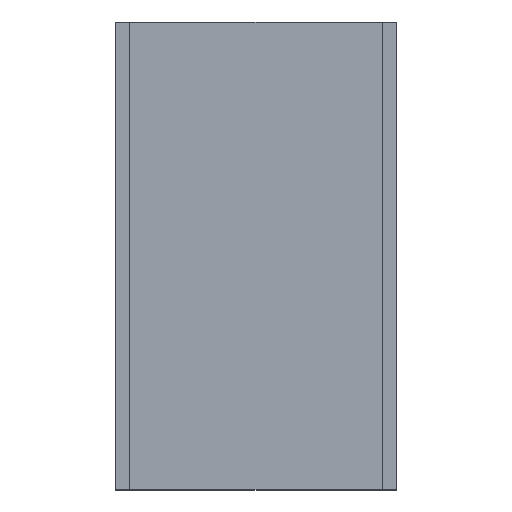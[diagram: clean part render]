
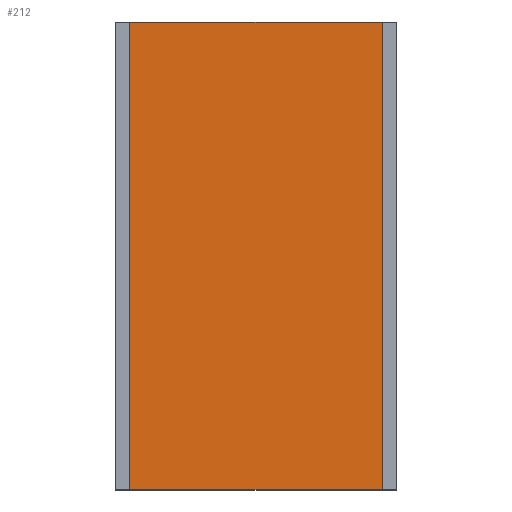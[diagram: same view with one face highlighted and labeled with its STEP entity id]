
A CAD part, top view. The second image highlights one B-rep face of the part: STEP entity #212.
In plain terms, the highlighted planar face has unit normal (0, 0, 1).
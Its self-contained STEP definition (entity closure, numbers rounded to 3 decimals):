
#40=FACE_OUTER_BOUND('',#52,.T.);
#52=EDGE_LOOP('',(#164,#165,#166,#167));
#62=LINE('',#353,#86);
#65=LINE('',#359,#89);
#68=LINE('',#365,#92);
#71=LINE('',#369,#95);
#86=VECTOR('',#290,10.);
#89=VECTOR('',#295,10.);
#92=VECTOR('',#300,10.);
#95=VECTOR('',#305,10.);
#110=VERTEX_POINT('',#350);
#111=VERTEX_POINT('',#352);
#113=VERTEX_POINT('',#358);
#115=VERTEX_POINT('',#364);
#126=EDGE_CURVE('',#111,#110,#62,.T.);
#129=EDGE_CURVE('',#113,#111,#65,.T.);
#132=EDGE_CURVE('',#115,#113,#68,.T.);
#135=EDGE_CURVE('',#110,#115,#71,.T.);
#164=ORIENTED_EDGE('',*,*,#135,.T.);
#165=ORIENTED_EDGE('',*,*,#132,.T.);
#166=ORIENTED_EDGE('',*,*,#129,.T.);
#167=ORIENTED_EDGE('',*,*,#126,.T.);
#200=PLANE('',#269);
#212=ADVANCED_FACE('',(#40),#200,.T.);
#269=AXIS2_PLACEMENT_3D('',#370,#306,#307);
#290=DIRECTION('',(0.,1.,0.));
#295=DIRECTION('',(1.,0.,0.));
#300=DIRECTION('',(0.,-1.,0.));
#305=DIRECTION('',(-1.,0.,0.));
#306=DIRECTION('center_axis',(0.,0.,1.));
#307=DIRECTION('ref_axis',(1.,0.,0.));
#350=CARTESIAN_POINT('',(0.,500.,20.));
#352=CARTESIAN_POINT('',(0.,0.,20.));
#353=CARTESIAN_POINT('',(0.,500.,20.));
#358=CARTESIAN_POINT('',(-300.,0.,20.));
#359=CARTESIAN_POINT('',(0.,0.,20.));
#364=CARTESIAN_POINT('',(-300.,500.,20.));
#365=CARTESIAN_POINT('',(-300.,0.,20.));
#369=CARTESIAN_POINT('',(-300.,500.,20.));
#370=CARTESIAN_POINT('Origin',(-150.,250.,20.));
